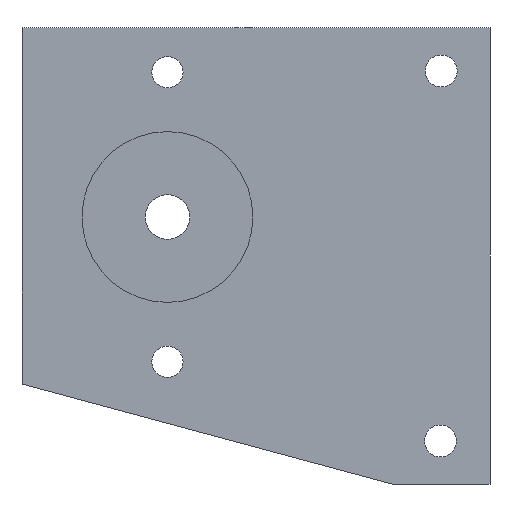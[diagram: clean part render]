
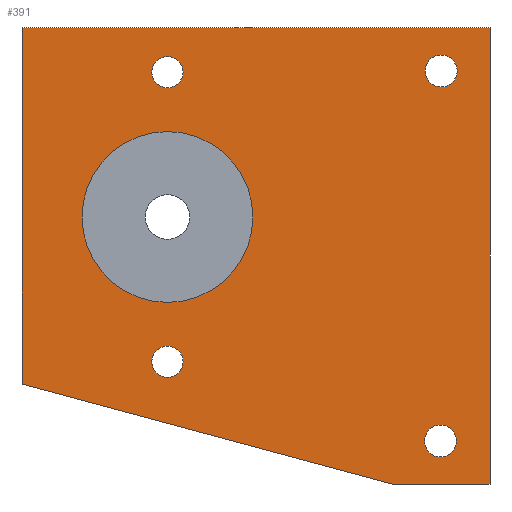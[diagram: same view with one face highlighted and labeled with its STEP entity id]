
A CAD part, left-side view. The second image highlights one B-rep face of the part: STEP entity #391.
In plain terms, the highlighted planar face has unit normal (-1, 0, 0).
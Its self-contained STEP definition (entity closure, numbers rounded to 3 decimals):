
#28=LINE('',#584,#62);
#31=LINE('',#599,#65);
#34=LINE('',#605,#68);
#37=LINE('',#611,#71);
#42=LINE('',#628,#76);
#62=VECTOR('',#478,10.);
#65=VECTOR('',#495,10.);
#68=VECTOR('',#500,10.);
#71=VECTOR('',#505,10.);
#76=VECTOR('',#524,10.);
#106=FACE_BOUND('',#161,.T.);
#107=FACE_BOUND('',#162,.T.);
#108=FACE_BOUND('',#163,.T.);
#109=FACE_BOUND('',#164,.T.);
#110=FACE_BOUND('',#165,.T.);
#131=FACE_OUTER_BOUND('',#160,.T.);
#160=EDGE_LOOP('',(#347,#348,#349,#350,#351));
#161=EDGE_LOOP('',(#352));
#162=EDGE_LOOP('',(#353));
#163=EDGE_LOOP('',(#354));
#164=EDGE_LOOP('',(#355));
#165=EDGE_LOOP('',(#356));
#170=CIRCLE('',#423,11.5);
#171=CIRCLE('',#426,2.15);
#173=CIRCLE('',#429,2.15);
#176=CIRCLE('',#436,2.1);
#178=CIRCLE('',#439,2.1);
#185=VERTEX_POINT('',#573);
#186=VERTEX_POINT('',#577);
#189=VERTEX_POINT('',#582);
#190=VERTEX_POINT('',#586);
#192=VERTEX_POINT('',#592);
#194=VERTEX_POINT('',#598);
#196=VERTEX_POINT('',#604);
#198=VERTEX_POINT('',#610);
#201=VERTEX_POINT('',#618);
#203=VERTEX_POINT('',#624);
#219=EDGE_CURVE('',#185,#185,#170,.T.);
#223=EDGE_CURVE('',#189,#186,#28,.T.);
#224=EDGE_CURVE('',#190,#190,#171,.T.);
#227=EDGE_CURVE('',#192,#192,#173,.T.);
#230=EDGE_CURVE('',#189,#194,#31,.T.);
#233=EDGE_CURVE('',#196,#186,#34,.T.);
#236=EDGE_CURVE('',#198,#196,#37,.T.);
#241=EDGE_CURVE('',#201,#201,#176,.T.);
#244=EDGE_CURVE('',#203,#203,#178,.T.);
#245=EDGE_CURVE('',#194,#198,#42,.T.);
#347=ORIENTED_EDGE('',*,*,#245,.T.);
#348=ORIENTED_EDGE('',*,*,#236,.T.);
#349=ORIENTED_EDGE('',*,*,#233,.T.);
#350=ORIENTED_EDGE('',*,*,#223,.F.);
#351=ORIENTED_EDGE('',*,*,#230,.T.);
#352=ORIENTED_EDGE('',*,*,#219,.T.);
#353=ORIENTED_EDGE('',*,*,#224,.T.);
#354=ORIENTED_EDGE('',*,*,#227,.T.);
#355=ORIENTED_EDGE('',*,*,#241,.T.);
#356=ORIENTED_EDGE('',*,*,#244,.T.);
#370=PLANE('',#449);
#391=ADVANCED_FACE('',(#131,#106,#107,#108,#109,#110),#370,.F.);
#423=AXIS2_PLACEMENT_3D('',#575,#471,#472);
#426=AXIS2_PLACEMENT_3D('',#587,#481,#482);
#429=AXIS2_PLACEMENT_3D('',#593,#488,#489);
#436=AXIS2_PLACEMENT_3D('',#620,#513,#514);
#439=AXIS2_PLACEMENT_3D('',#626,#520,#521);
#449=AXIS2_PLACEMENT_3D('',#660,#555,#556);
#471=DIRECTION('center_axis',(1.,0.,0.));
#472=DIRECTION('ref_axis',(0.,0.,1.));
#478=DIRECTION('',(0.,0.,-1.));
#481=DIRECTION('center_axis',(1.,0.,0.));
#482=DIRECTION('ref_axis',(0.,0.,1.));
#488=DIRECTION('center_axis',(1.,0.,0.));
#489=DIRECTION('ref_axis',(0.,0.,1.));
#495=DIRECTION('',(0.,1.,0.));
#500=DIRECTION('',(0.,-1.,0.));
#505=DIRECTION('',(0.,-0.965,-0.261));
#513=DIRECTION('center_axis',(1.,0.,0.));
#514=DIRECTION('ref_axis',(0.,0.,-1.));
#520=DIRECTION('center_axis',(1.,0.,0.));
#521=DIRECTION('ref_axis',(0.,0.,-1.));
#524=DIRECTION('',(0.,0.,-1.));
#555=DIRECTION('center_axis',(1.,0.,0.));
#556=DIRECTION('ref_axis',(0.,0.,-1.));
#573=CARTESIAN_POINT('',(0.,0.,-14.));
#575=CARTESIAN_POINT('Origin',(0.,0.,-2.5));
#577=CARTESIAN_POINT('',(0.,-43.416,-38.5));
#582=CARTESIAN_POINT('',(0.,-43.416,23.));
#584=CARTESIAN_POINT('',(0.,-43.416,23.));
#586=CARTESIAN_POINT('',(0.,-36.841,15.));
#587=CARTESIAN_POINT('Origin',(0.,-36.841,17.15));
#592=CARTESIAN_POINT('',(0.,-36.747,-34.8));
#593=CARTESIAN_POINT('Origin',(0.,-36.747,-32.65));
#598=CARTESIAN_POINT('',(0.,19.577,23.));
#599=CARTESIAN_POINT('',(0.,-25.418,23.));
#604=CARTESIAN_POINT('',(0.,-30.416,-38.5));
#605=CARTESIAN_POINT('',(0.,-40.416,-38.5));
#610=CARTESIAN_POINT('',(0.,19.577,-25.));
#611=CARTESIAN_POINT('',(0.,4.748,-29.004));
#618=CARTESIAN_POINT('',(0.,0.,19.1));
#620=CARTESIAN_POINT('Origin',(0.,0.,17.));
#624=CARTESIAN_POINT('',(0.,0.,-19.9));
#626=CARTESIAN_POINT('Origin',(0.,0.,-22.));
#628=CARTESIAN_POINT('',(0.,19.577,8.75));
#660=CARTESIAN_POINT('Origin',(0.,-8.636,-2.5));
